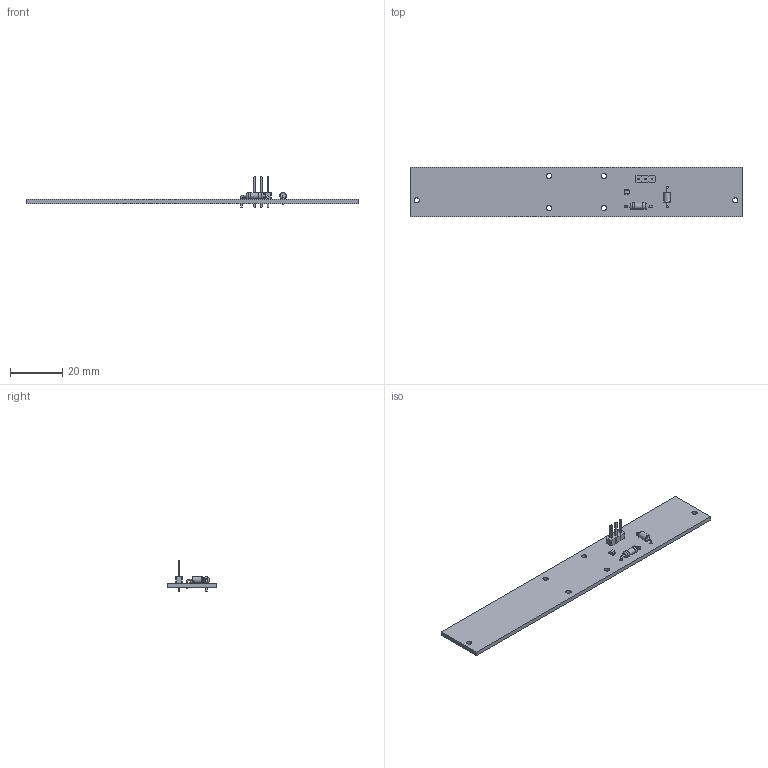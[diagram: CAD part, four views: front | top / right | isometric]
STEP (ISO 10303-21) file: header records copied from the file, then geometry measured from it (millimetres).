
FILE_DESCRIPTION(('KiCad electronic assembly'),'2;1');
FILE_NAME('SensorEndPanel.step','2020-04-10T17:18:07',('An Author'),( 'A Company'),'Open CASCADE STEP processor 6.9', 'KiCad to STEP converter','Unknown');
FILE_SCHEMA(('AUTOMOTIVE_DESIGN { 1 0 10303 214 1 1 1 1 }'));
Length unit declared in the file: millimetre
Products named in the file (10): Open CASCADE STEP translator 6.9 1; SOT-353_SC-70-5; SOLID; R_Axial_DIN0207_L6.3mm_D2.5mm_P10.16mm_Horizontal; PinHeader_1x03_P2.54mm_Vertical; C_Axial_L3.8mm_D2.6mm_P7.50mm_Horizontal; COMPOUND
Assembly tree (9 placements, depth 3):
  Open CASCADE STEP translator 6.9 1
    SOT-353_SC-70-5
      SOLID
    R_Axial_DIN0207_L6.3mm_D2.5mm_P10.16mm_Horizontal
      SOLID
    PinHeader_1x03_P2.54mm_Vertical
      SOLID
    C_Axial_L3.8mm_D2.6mm_P7.50mm_Horizontal
      SOLID
    COMPOUND
Bounding box: 127.25 x 19.05 x 11.54 mm (x, y, z)
Volume: 3954.1 mm3; surface area: 5668 mm2
Topology: 5 solids, 5 shells, 231 faces, 534 edges, 327 vertices
Faces by surface type: plane 149, cylinder 47, bspline 29, torus 4, revolution 2
Full cylindrical faces by diameter (mm): 0.5 x4, 0.6 x4, 0.8 x4, 1 x3, 2 x6, 2.25 x1, 2.34 x2, 2.5 x2, 2.6 x1
Entity records: 15244 total; most frequent: CARTESIAN_POINT 2778, DIRECTION 1984, LINE 1322, VECTOR 1322, ORIENTED_EDGE 1068, PCURVE 1068, DEFINITIONAL_REPRESENTATION 1068, EDGE_CURVE 534
